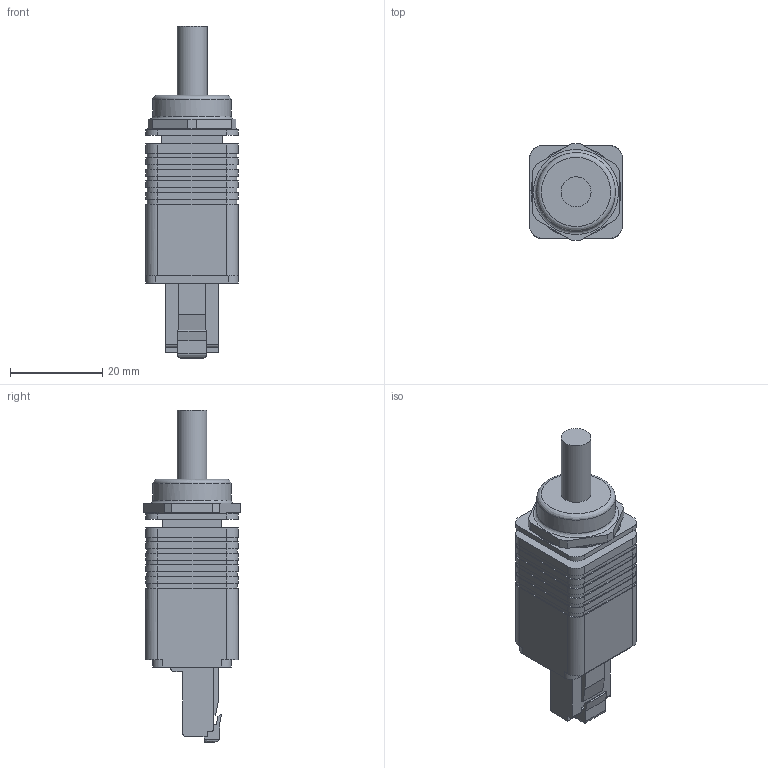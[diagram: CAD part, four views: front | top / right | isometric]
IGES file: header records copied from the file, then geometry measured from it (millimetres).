
Global section: file name: 09_45_IP67_plastic_push_pull_plug_Pg9.igs; preprocessor: I-DEAS 3D IGES Translator 10; date: 20051222.170538; units: millimetre
Bounding box: 20 x 20.93 x 71.89 mm (x, y, z)
Volume: 16185.4 mm3; surface area: 5235.9 mm2
Topology: 1 solids, 1 shells, 190 faces, 502 edges, 330 vertices
Faces by surface type: bspline 190
